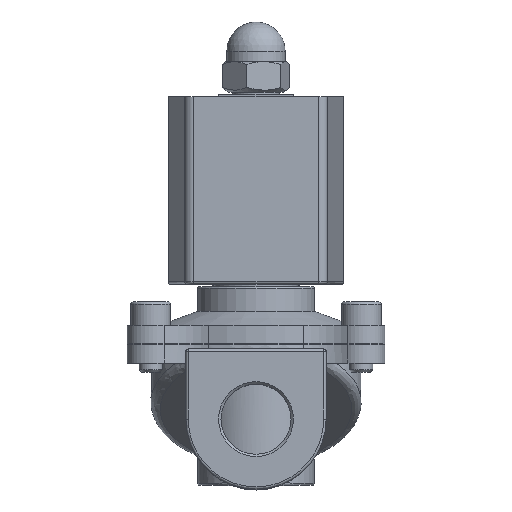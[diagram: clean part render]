
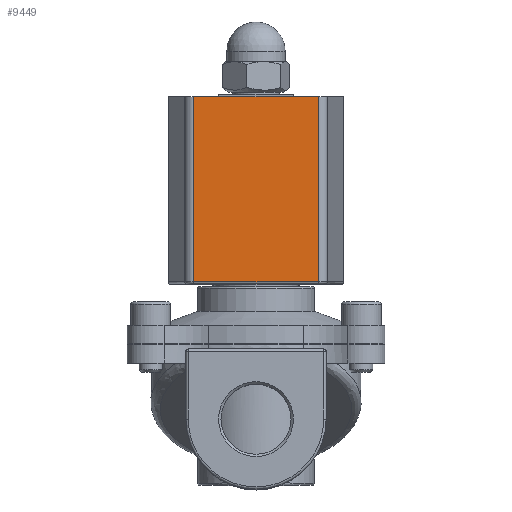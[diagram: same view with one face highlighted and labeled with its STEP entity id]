
A CAD part, top view. The second image highlights one B-rep face of the part: STEP entity #9449.
In plain terms, the highlighted planar face has unit normal (0, 0, 1).
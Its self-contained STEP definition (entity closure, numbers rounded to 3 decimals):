
#1459=FACE_OUTER_BOUND('',#1977,.T.);
#1977=EDGE_LOOP('',(#7769,#7770,#7771,#7772));
#2641=LINE('',#17190,#3293);
#2662=LINE('',#17361,#3314);
#2663=LINE('',#17364,#3315);
#2664=LINE('',#17365,#3316);
#3293=VECTOR('',#12587,10.);
#3314=VECTOR('',#12724,10.);
#3315=VECTOR('',#12727,10.);
#3316=VECTOR('',#12728,10.);
#4141=VERTEX_POINT('',#17184);
#4142=VERTEX_POINT('',#17188);
#4172=VERTEX_POINT('',#17359);
#4173=VERTEX_POINT('',#17363);
#5375=EDGE_CURVE('',#4142,#4141,#2641,.T.);
#5431=EDGE_CURVE('',#4172,#4142,#2662,.T.);
#5432=EDGE_CURVE('',#4173,#4172,#2663,.T.);
#5433=EDGE_CURVE('',#4141,#4173,#2664,.T.);
#7769=ORIENTED_EDGE('',*,*,#5375,.F.);
#7770=ORIENTED_EDGE('',*,*,#5431,.F.);
#7771=ORIENTED_EDGE('',*,*,#5432,.F.);
#7772=ORIENTED_EDGE('',*,*,#5433,.F.);
#8552=PLANE('',#10412);
#9449=ADVANCED_FACE('',(#1459),#8552,.T.);
#10412=AXIS2_PLACEMENT_3D('',#17362,#12725,#12726);
#12587=DIRECTION('',(-1.,0.,0.));
#12724=DIRECTION('',(0.,-1.,0.));
#12725=DIRECTION('center_axis',(0.,0.,1.));
#12726=DIRECTION('ref_axis',(1.,0.,0.));
#12727=DIRECTION('',(1.,0.,0.));
#12728=DIRECTION('',(0.,1.,0.));
#17184=CARTESIAN_POINT('',(-13.282,29.4,71.));
#17188=CARTESIAN_POINT('',(13.282,29.4,71.));
#17190=CARTESIAN_POINT('',(-7.5,29.4,71.));
#17359=CARTESIAN_POINT('',(13.282,69.,71.));
#17361=CARTESIAN_POINT('',(13.282,28.9,71.));
#17362=CARTESIAN_POINT('Origin',(-15.,28.9,71.));
#17363=CARTESIAN_POINT('',(-13.282,69.,71.));
#17364=CARTESIAN_POINT('',(-15.,69.,71.));
#17365=CARTESIAN_POINT('',(-13.282,28.9,71.));
